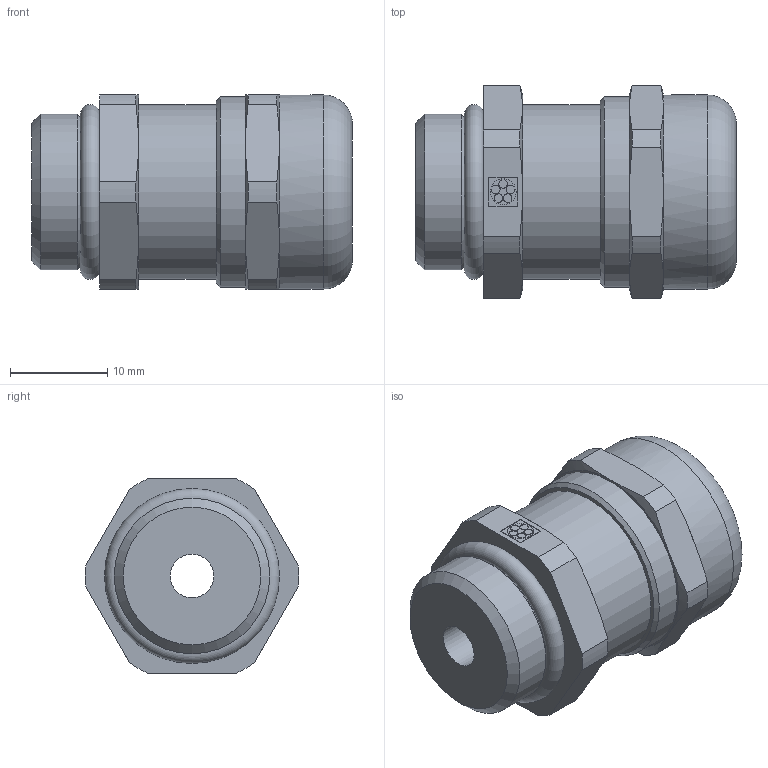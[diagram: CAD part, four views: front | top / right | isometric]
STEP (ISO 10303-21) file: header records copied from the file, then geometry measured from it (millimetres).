
FILE_DESCRIPTION( ( 'STEP AP214' ), '1' );
FILE_NAME( 'SKINTOP MS-M 16x1,5 Art. Nr. 53112010(F=4.5).stp', '2020-06-03T09:11:03', ( 'License CC BY-ND 4.0' ), ( 'CADENAS' ), ' ', 'PARTsolutions', ' ' );
FILE_SCHEMA( ( 'AUTOMOTIVE_DESIGN { 1 0 10303 214 1 1 1 1 }' ) );
Length unit declared in the file: millimetre
Products named in the file (1): _SKINTOP MS-M 16x1,5      Art. Nr. 53112010(F=4.5)
Bounding box: 33 x 21.99 x 20 mm (x, y, z)
Volume: 8673.8 mm3; surface area: 3319.6 mm2
Topology: 1 solids, 3 shells, 85 faces, 209 edges, 133 vertices
Faces by surface type: plane 35, cylinder 29, cone 17, torus 4
Full cylindrical faces by diameter (mm): 4.5 x1, 14.16 x2, 16 x1, 18 x1, 19.6 x1, 19.98 x1
Entity records: 3138 total; most frequent: CARTESIAN_POINT 503, DIRECTION 408, ORIENTED_EDGE 378, EDGE_CURVE 189, AXIS2_PLACEMENT_3D 163, VERTEX_POINT 130, EDGE_LOOP 110, FACE_OUTER_BOUND 96
